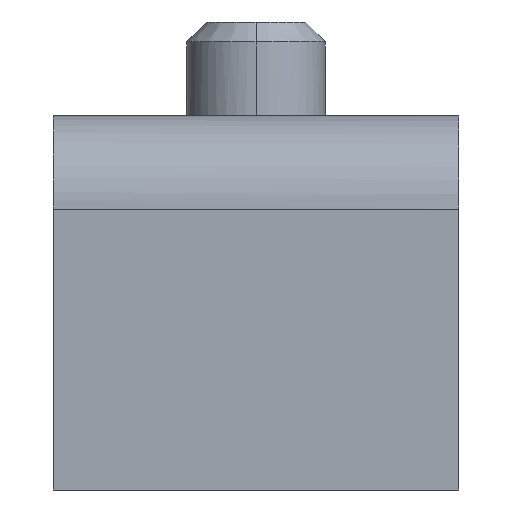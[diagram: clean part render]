
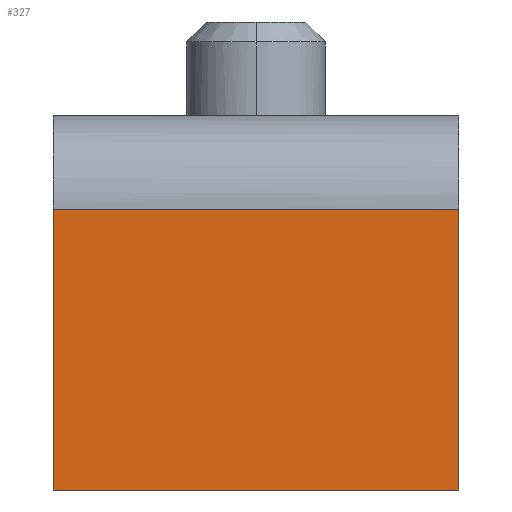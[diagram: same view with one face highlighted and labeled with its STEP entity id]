
A CAD part, left-side view. The second image highlights one B-rep face of the part: STEP entity #327.
In plain terms, the highlighted planar face has unit normal (-1, 0, 0).
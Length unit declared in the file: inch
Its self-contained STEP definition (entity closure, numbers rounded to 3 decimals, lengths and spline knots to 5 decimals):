
#139=EDGE_CURVE('',#369,#370,#371,.T.);
#221=EDGE_CURVE('',#500,#369,#501,.T.);
#257=EDGE_CURVE('',#530,#500,#548,.T.);
#325=EDGE_CURVE('',#530,#370,#639,.T.);
#327=ADVANCED_FACE('',(#641),#642,.T.);
#369=VERTEX_POINT('',#743);
#370=VERTEX_POINT('',#744);
#371=LINE('',#745,#746);
#500=VERTEX_POINT('',#1346);
#501=LINE('',#1347,#1348);
#530=VERTEX_POINT('',#1400);
#548=LINE('',#1532,#1533);
#639=LINE('',#2112,#2113);
#641=FACE_OUTER_BOUND('',#2115,.T.);
#642=PLANE('',#2116);
#743=CARTESIAN_POINT('',(0.0,0.,0.));
#744=CARTESIAN_POINT('',(0.0,0.,1.125));
#745=CARTESIAN_POINT('',(0.0,0.,1.125));
#746=VECTOR('',#2157,1.0);
#1346=CARTESIAN_POINT('',(0.0,1.625,0.));
#1347=CARTESIAN_POINT('',(0.0,1.625,0.));
#1348=VECTOR('',#2317,1.0);
#1400=CARTESIAN_POINT('',(0.0,1.625,1.125));
#1532=CARTESIAN_POINT('',(0.0,1.625,1.125));
#1533=VECTOR('',#2356,1.0);
#2112=CARTESIAN_POINT('',(0.0,1.625,1.125));
#2113=VECTOR('',#2481,1.0);
#2115=EDGE_LOOP('',(#2483,#2484,#2485,#2486));
#2116=AXIS2_PLACEMENT_3D('',#2487,#2488,#2489);
#2157=DIRECTION('',(0.0,0.0,1.0));
#2317=DIRECTION('',(0.0,-1.0,0.0));
#2356=DIRECTION('',(0.0,0.0,-1.0));
#2481=DIRECTION('',(0.0,-1.0,0.0));
#2483=ORIENTED_EDGE('',*,*,#139,.T.);
#2484=ORIENTED_EDGE('',*,*,#325,.F.);
#2485=ORIENTED_EDGE('',*,*,#257,.T.);
#2486=ORIENTED_EDGE('',*,*,#221,.T.);
#2487=CARTESIAN_POINT('',(0.0,1.625,0.5625));
#2488=DIRECTION('',(-1.0,0.0,0.0));
#2489=DIRECTION('',(0.0,0.0,-1.0));
